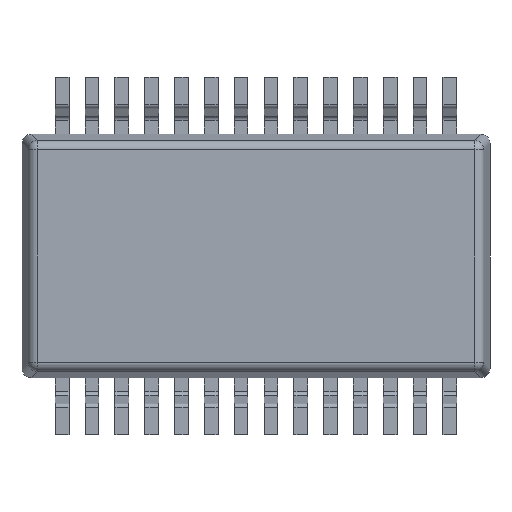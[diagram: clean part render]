
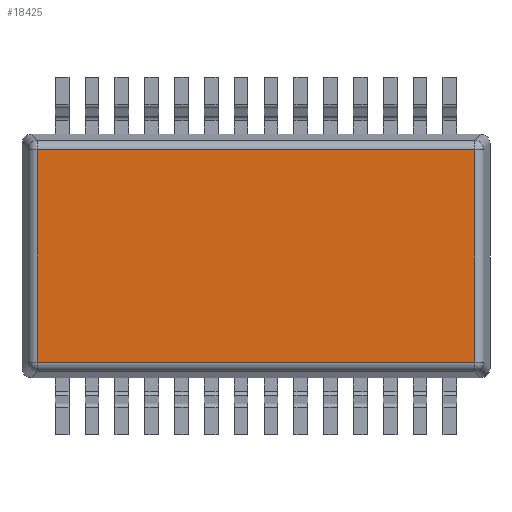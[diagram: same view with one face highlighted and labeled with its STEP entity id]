
A CAD part, front view. The second image highlights one B-rep face of the part: STEP entity #18425.
In plain terms, the highlighted planar face has unit normal (0, -1, 0).
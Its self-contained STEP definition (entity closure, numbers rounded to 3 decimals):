
#1577 = CARTESIAN_POINT ( 'NONE',  ( -4.768, 0.25, 0. ) ) ;
#2579 = EDGE_CURVE ( 'NONE', #3224, #14391, #6438, .T. ) ;
#3082 = CARTESIAN_POINT ( 'NONE',  ( 0., 0.25, 0. ) ) ;
#3141 = DIRECTION ( 'NONE',  ( 0., 0., -1. ) ) ;
#3158 = VERTEX_POINT ( 'NONE', #8955 ) ;
#3224 = VERTEX_POINT ( 'NONE', #12183 ) ;
#3800 = VECTOR ( 'NONE', #7872, 1000. ) ;
#5485 = DIRECTION ( 'NONE',  ( 0., 0., 1. ) ) ;
#5687 = ORIENTED_EDGE ( 'NONE', *, *, #5770, .T. ) ;
#5770 = EDGE_CURVE ( 'NONE', #3158, #3224, #13116, .T. ) ;
#6100 = DIRECTION ( 'NONE',  ( 0., 0., -1. ) ) ;
#6205 = VERTEX_POINT ( 'NONE', #13201 ) ;
#6255 = AXIS2_PLACEMENT_3D ( 'NONE', #3082, #16410, #6100 ) ;
#6438 = LINE ( 'NONE', #9480, #17813 ) ;
#6573 = ORIENTED_EDGE ( 'NONE', *, *, #2579, .T. ) ;
#6600 = DIRECTION ( 'NONE',  ( 1., 0., 0. ) ) ;
#7382 = LINE ( 'NONE', #15577, #9436 ) ;
#7872 = DIRECTION ( 'NONE',  ( -1., 0., 0. ) ) ;
#8021 = VECTOR ( 'NONE', #3141, 1000. ) ;
#8447 = FACE_OUTER_BOUND ( 'NONE', #18090, .T. ) ;
#8955 = CARTESIAN_POINT ( 'NONE',  ( -4.768, 0.25, 2.318 ) ) ;
#9436 = VECTOR ( 'NONE', #5485, 1000. ) ;
#9480 = CARTESIAN_POINT ( 'NONE',  ( 0., 0.25, -2.318 ) ) ;
#11603 = LINE ( 'NONE', #13903, #3800 ) ;
#12183 = CARTESIAN_POINT ( 'NONE',  ( -4.768, 0.25, -2.318 ) ) ;
#13116 = LINE ( 'NONE', #1577, #8021 ) ;
#13201 = CARTESIAN_POINT ( 'NONE',  ( 4.768, 0.25, 2.318 ) ) ;
#13416 = EDGE_CURVE ( 'NONE', #6205, #3158, #11603, .T. ) ;
#13903 = CARTESIAN_POINT ( 'NONE',  ( 0., 0.25, 2.318 ) ) ;
#14391 = VERTEX_POINT ( 'NONE', #17286 ) ;
#14638 = ORIENTED_EDGE ( 'NONE', *, *, #13416, .T. ) ;
#15577 = CARTESIAN_POINT ( 'NONE',  ( 4.768, 0.25, 0. ) ) ;
#16410 = DIRECTION ( 'NONE',  ( 0., -1., 0. ) ) ;
#17270 = EDGE_CURVE ( 'NONE', #14391, #6205, #7382, .T. ) ;
#17286 = CARTESIAN_POINT ( 'NONE',  ( 4.768, 0.25, -2.318 ) ) ;
#17747 = ORIENTED_EDGE ( 'NONE', *, *, #17270, .T. ) ;
#17813 = VECTOR ( 'NONE', #6600, 1000. ) ;
#18090 = EDGE_LOOP ( 'NONE', ( #5687, #6573, #17747, #14638 ) ) ;
#18425 = ADVANCED_FACE ( 'NONE', ( #8447 ), #19211, .T. ) ;
#19211 = PLANE ( 'NONE',  #6255 ) ;
